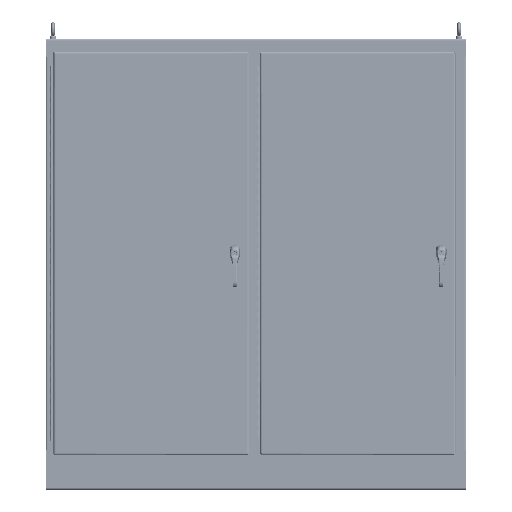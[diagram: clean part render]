
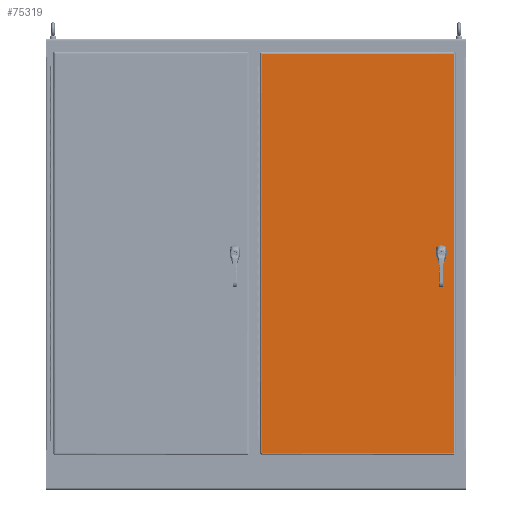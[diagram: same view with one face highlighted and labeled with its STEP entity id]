
A CAD part, top view. The second image highlights one B-rep face of the part: STEP entity #75319.
In plain terms, the highlighted planar face has unit normal (0, 0, 1).
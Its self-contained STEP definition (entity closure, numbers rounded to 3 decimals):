
#3527=FACE_BOUND('',#12543,.T.);
#3528=FACE_BOUND('',#12544,.T.);
#3529=FACE_BOUND('',#12545,.T.);
#3530=FACE_BOUND('',#12546,.T.);
#4980=PLANE('',#81064);
#7542=FACE_OUTER_BOUND('',#12542,.T.);
#12542=EDGE_LOOP('',(#55470,#55471,#55472,#55473));
#12543=EDGE_LOOP('',(#55474,#55475,#55476,#55477,#55478,#55479,#55480,#55481));
#12544=EDGE_LOOP('',(#55482));
#12545=EDGE_LOOP('',(#55483));
#12546=EDGE_LOOP('',(#55484));
#17429=CIRCLE('',#81010,0.453);
#17431=CIRCLE('',#81014,0.453);
#17433=CIRCLE('',#81018,0.453);
#17435=CIRCLE('',#81022,0.453);
#17437=CIRCLE('',#81025,0.14);
#17439=CIRCLE('',#81028,0.14);
#17441=CIRCLE('',#81031,0.14);
#22106=LINE('',#122256,#27877);
#22110=LINE('',#122268,#27881);
#22114=LINE('',#122280,#27885);
#22118=LINE('',#122292,#27889);
#22138=LINE('',#122363,#27909);
#22154=LINE('',#122485,#27925);
#22168=LINE('',#122602,#27939);
#22179=LINE('',#122713,#27950);
#27877=VECTOR('',#93398,0.427);
#27881=VECTOR('',#93410,0.427);
#27885=VECTOR('',#93422,0.427);
#27889=VECTOR('',#93434,0.427);
#27909=VECTOR('',#93490,74.482);
#27925=VECTOR('',#93520,35.732);
#27939=VECTOR('',#93548,74.482);
#27950=VECTOR('',#93571,35.732);
#33882=VERTEX_POINT('',#122253);
#33883=VERTEX_POINT('',#122255);
#33885=VERTEX_POINT('',#122261);
#33887=VERTEX_POINT('',#122267);
#33889=VERTEX_POINT('',#122273);
#33891=VERTEX_POINT('',#122279);
#33893=VERTEX_POINT('',#122285);
#33895=VERTEX_POINT('',#122291);
#33897=VERTEX_POINT('',#122300);
#33899=VERTEX_POINT('',#122305);
#33901=VERTEX_POINT('',#122310);
#33917=VERTEX_POINT('',#122351);
#33918=VERTEX_POINT('',#122362);
#33929=VERTEX_POINT('',#122474);
#33937=VERTEX_POINT('',#122591);
#41671=EDGE_CURVE('',#33883,#33882,#22106,.T.);
#41674=EDGE_CURVE('',#33885,#33883,#17429,.T.);
#41677=EDGE_CURVE('',#33887,#33885,#22110,.T.);
#41680=EDGE_CURVE('',#33889,#33887,#17431,.T.);
#41683=EDGE_CURVE('',#33891,#33889,#22114,.T.);
#41686=EDGE_CURVE('',#33893,#33891,#17433,.T.);
#41689=EDGE_CURVE('',#33895,#33893,#22118,.T.);
#41692=EDGE_CURVE('',#33882,#33895,#17435,.T.);
#41694=EDGE_CURVE('',#33897,#33897,#17437,.T.);
#41696=EDGE_CURVE('',#33899,#33899,#17439,.T.);
#41698=EDGE_CURVE('',#33901,#33901,#17441,.T.);
#41718=EDGE_CURVE('',#33918,#33917,#22138,.T.);
#41738=EDGE_CURVE('',#33917,#33929,#22154,.T.);
#41756=EDGE_CURVE('',#33929,#33937,#22168,.T.);
#41771=EDGE_CURVE('',#33937,#33918,#22179,.T.);
#55470=ORIENTED_EDGE('',*,*,#41718,.T.);
#55471=ORIENTED_EDGE('',*,*,#41738,.T.);
#55472=ORIENTED_EDGE('',*,*,#41756,.T.);
#55473=ORIENTED_EDGE('',*,*,#41771,.T.);
#55474=ORIENTED_EDGE('',*,*,#41671,.T.);
#55475=ORIENTED_EDGE('',*,*,#41692,.T.);
#55476=ORIENTED_EDGE('',*,*,#41689,.T.);
#55477=ORIENTED_EDGE('',*,*,#41686,.T.);
#55478=ORIENTED_EDGE('',*,*,#41683,.T.);
#55479=ORIENTED_EDGE('',*,*,#41680,.T.);
#55480=ORIENTED_EDGE('',*,*,#41677,.T.);
#55481=ORIENTED_EDGE('',*,*,#41674,.T.);
#55482=ORIENTED_EDGE('',*,*,#41694,.T.);
#55483=ORIENTED_EDGE('',*,*,#41696,.T.);
#55484=ORIENTED_EDGE('',*,*,#41698,.T.);
#75319=ADVANCED_FACE('',(#7542,#3527,#3528,#3529,#3530),#4980,.T.);
#81010=AXIS2_PLACEMENT_3D('',#122262,#93404,#93405);
#81014=AXIS2_PLACEMENT_3D('',#122274,#93416,#93417);
#81018=AXIS2_PLACEMENT_3D('',#122286,#93428,#93429);
#81022=AXIS2_PLACEMENT_3D('',#122296,#93440,#93441);
#81025=AXIS2_PLACEMENT_3D('',#122301,#93446,#93447);
#81028=AXIS2_PLACEMENT_3D('',#122306,#93452,#93453);
#81031=AXIS2_PLACEMENT_3D('',#122311,#93458,#93459);
#81064=AXIS2_PLACEMENT_3D('',#122816,#93596,#93597);
#93398=DIRECTION('',(0.,1.,0.));
#93404=DIRECTION('center_axis',(0.,0.,-1.));
#93405=DIRECTION('ref_axis',(-0.882,-0.471,0.));
#93410=DIRECTION('',(-1.,0.,0.));
#93416=DIRECTION('center_axis',(0.,0.,-1.));
#93417=DIRECTION('ref_axis',(0.471,-0.882,0.));
#93422=DIRECTION('',(0.,-1.,0.));
#93428=DIRECTION('center_axis',(0.,0.,-1.));
#93429=DIRECTION('ref_axis',(0.882,0.471,0.));
#93434=DIRECTION('',(1.,0.,0.));
#93440=DIRECTION('center_axis',(0.,0.,-1.));
#93441=DIRECTION('ref_axis',(-0.471,0.882,0.));
#93446=DIRECTION('center_axis',(0.,0.,-1.));
#93447=DIRECTION('ref_axis',(-1.,0.,0.));
#93452=DIRECTION('center_axis',(0.,0.,-1.));
#93453=DIRECTION('ref_axis',(-1.,0.,0.));
#93458=DIRECTION('center_axis',(0.,0.,-1.));
#93459=DIRECTION('ref_axis',(-1.,0.,0.));
#93490=DIRECTION('',(0.,1.,0.));
#93520=DIRECTION('',(-1.,0.,0.));
#93548=DIRECTION('',(0.,-1.,0.));
#93571=DIRECTION('',(1.,0.,0.));
#93596=DIRECTION('center_axis',(0.,0.,1.));
#93597=DIRECTION('ref_axis',(1.,0.,0.));
#122253=CARTESIAN_POINT('',(15.163,0.214,0.134));
#122255=CARTESIAN_POINT('',(15.163,-0.214,0.134));
#122256=CARTESIAN_POINT('',(15.163,0.107,0.134));
#122261=CARTESIAN_POINT('',(15.349,-0.399,0.134));
#122262=CARTESIAN_POINT('Origin',(15.563,0.,
0.134));
#122267=CARTESIAN_POINT('',(15.776,-0.399,0.134));
#122268=CARTESIAN_POINT('',(7.674,-0.4,0.134));
#122273=CARTESIAN_POINT('',(15.962,-0.214,0.134));
#122274=CARTESIAN_POINT('Origin',(15.563,0.,0.134));
#122279=CARTESIAN_POINT('',(15.962,0.214,0.134));
#122280=CARTESIAN_POINT('',(15.962,-0.107,0.134));
#122285=CARTESIAN_POINT('',(15.776,0.4,0.134));
#122286=CARTESIAN_POINT('Origin',(15.563,0.,0.134));
#122291=CARTESIAN_POINT('',(15.349,0.4,0.134));
#122292=CARTESIAN_POINT('',(7.888,0.399,0.134));
#122296=CARTESIAN_POINT('Origin',(15.563,0.,0.134));
#122300=CARTESIAN_POINT('',(15.703,0.885,0.134));
#122301=CARTESIAN_POINT('Origin',(15.563,0.885,0.134));
#122305=CARTESIAN_POINT('',(15.703,-0.886,0.134));
#122306=CARTESIAN_POINT('Origin',(15.563,-0.886,0.134));
#122310=CARTESIAN_POINT('',(15.703,-1.378,0.134));
#122311=CARTESIAN_POINT('Origin',(15.563,-1.378,0.134));
#122351=CARTESIAN_POINT('',(17.866,37.241,0.134));
#122362=CARTESIAN_POINT('',(17.866,-37.241,0.134));
#122363=CARTESIAN_POINT('',(17.866,-18.621,0.134));
#122474=CARTESIAN_POINT('',(-17.866,37.241,0.134));
#122485=CARTESIAN_POINT('',(8.933,37.241,0.134));
#122591=CARTESIAN_POINT('',(-17.866,-37.241,0.134));
#122602=CARTESIAN_POINT('',(-17.866,18.621,0.134));
#122713=CARTESIAN_POINT('',(-8.933,-37.241,0.134));
#122816=CARTESIAN_POINT('Origin',(0.,0.,
0.134));
